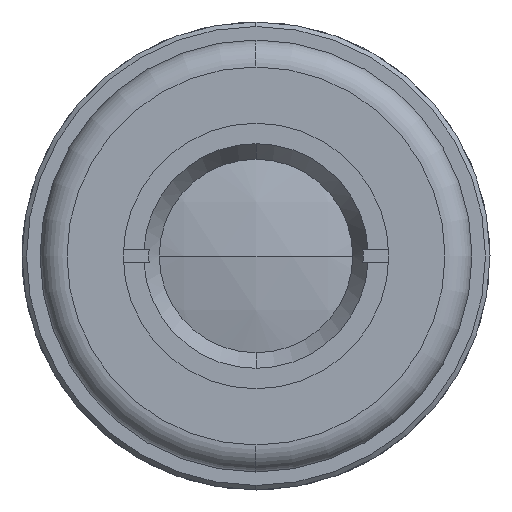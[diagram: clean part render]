
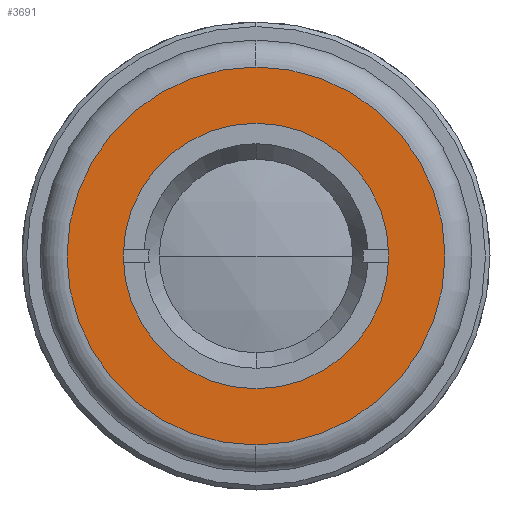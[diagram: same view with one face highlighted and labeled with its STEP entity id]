
A CAD part, left-side view. The second image highlights one B-rep face of the part: STEP entity #3691.
In plain terms, the highlighted planar face has unit normal (-1, 0, 0).
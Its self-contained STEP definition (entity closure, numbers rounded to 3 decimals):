
#95 = AXIS2_PLACEMENT_3D ( 'NONE', #1724, #252, #3218 ) ;
#206 = DIRECTION ( 'NONE',  ( -1., 0., 0. ) ) ;
#252 = DIRECTION ( 'NONE',  ( -1., 0., 0. ) ) ;
#290 = ORIENTED_EDGE ( 'NONE', *, *, #532, .T. ) ;
#297 = DIRECTION ( 'NONE',  ( 0., 0., -1. ) ) ;
#347 = AXIS2_PLACEMENT_3D ( 'NONE', #1966, #1387, #3141 ) ;
#465 = EDGE_CURVE ( 'NONE', #1368, #951, #1688, .T. ) ;
#532 = EDGE_CURVE ( 'NONE', #1539, #1683, #1310, .T. ) ;
#834 = CARTESIAN_POINT ( 'NONE',  ( -33.9, 0., 0. ) ) ;
#903 = EDGE_LOOP ( 'NONE', ( #290, #1255 ) ) ;
#944 = ORIENTED_EDGE ( 'NONE', *, *, #1008, .F. ) ;
#951 = VERTEX_POINT ( 'NONE', #1349 ) ;
#1008 = EDGE_CURVE ( 'NONE', #951, #1368, #2748, .T. ) ;
#1009 = FACE_OUTER_BOUND ( 'NONE', #903, .T. ) ;
#1063 = FACE_BOUND ( 'NONE', #2570, .T. ) ;
#1084 = EDGE_CURVE ( 'NONE', #1683, #1539, #1698, .T. ) ;
#1139 = ORIENTED_EDGE ( 'NONE', *, *, #465, .F. ) ;
#1211 = CARTESIAN_POINT ( 'NONE',  ( -33.9, 0., -21. ) ) ;
#1255 = ORIENTED_EDGE ( 'NONE', *, *, #1084, .T. ) ;
#1310 = CIRCLE ( 'NONE', #95, 21. ) ;
#1325 = DIRECTION ( 'NONE',  ( 1., 0., 0. ) ) ;
#1349 = CARTESIAN_POINT ( 'NONE',  ( -33.9, 0., 14.75 ) ) ;
#1368 = VERTEX_POINT ( 'NONE', #3148 ) ;
#1387 = DIRECTION ( 'NONE',  ( -1., 0., 0. ) ) ;
#1539 = VERTEX_POINT ( 'NONE', #1211 ) ;
#1683 = VERTEX_POINT ( 'NONE', #3355 ) ;
#1688 = CIRCLE ( 'NONE', #347, 14.75 ) ;
#1698 = CIRCLE ( 'NONE', #2065, 21. ) ;
#1724 = CARTESIAN_POINT ( 'NONE',  ( -33.9, 0., 0. ) ) ;
#1789 = CARTESIAN_POINT ( 'NONE',  ( -33.9, 0., 0. ) ) ;
#1966 = CARTESIAN_POINT ( 'NONE',  ( -33.9, 0., 0. ) ) ;
#2065 = AXIS2_PLACEMENT_3D ( 'NONE', #1789, #2365, #297 ) ;
#2365 = DIRECTION ( 'NONE',  ( -1., 0., 0. ) ) ;
#2552 = DIRECTION ( 'NONE',  ( 0., 0., 1. ) ) ;
#2570 = EDGE_LOOP ( 'NONE', ( #944, #1139 ) ) ;
#2748 = CIRCLE ( 'NONE', #2873, 14.75 ) ;
#2755 = AXIS2_PLACEMENT_3D ( 'NONE', #3644, #1325, #2840 ) ;
#2784 = PLANE ( 'NONE',  #2755 ) ;
#2840 = DIRECTION ( 'NONE',  ( 0., 0., -1. ) ) ;
#2873 = AXIS2_PLACEMENT_3D ( 'NONE', #834, #206, #2552 ) ;
#3141 = DIRECTION ( 'NONE',  ( 0., 0., 1. ) ) ;
#3148 = CARTESIAN_POINT ( 'NONE',  ( -33.9, 0., -14.75 ) ) ;
#3218 = DIRECTION ( 'NONE',  ( 0., 0., -1. ) ) ;
#3355 = CARTESIAN_POINT ( 'NONE',  ( -33.9, 0., 21. ) ) ;
#3644 = CARTESIAN_POINT ( 'NONE',  ( -33.9, 24., 0. ) ) ;
#3691 = ADVANCED_FACE ( 'NONE', ( #1009, #1063 ), #2784, .F. ) ;
